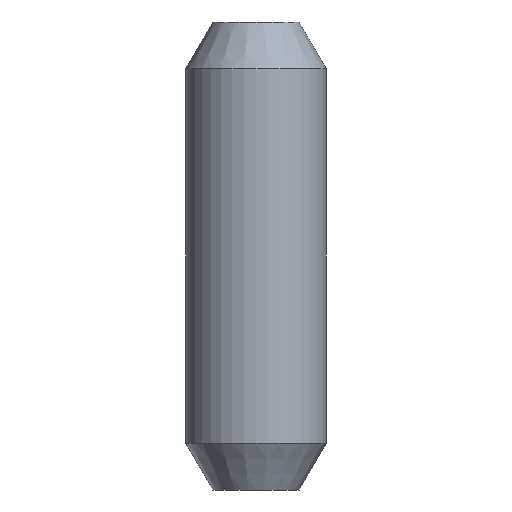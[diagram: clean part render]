
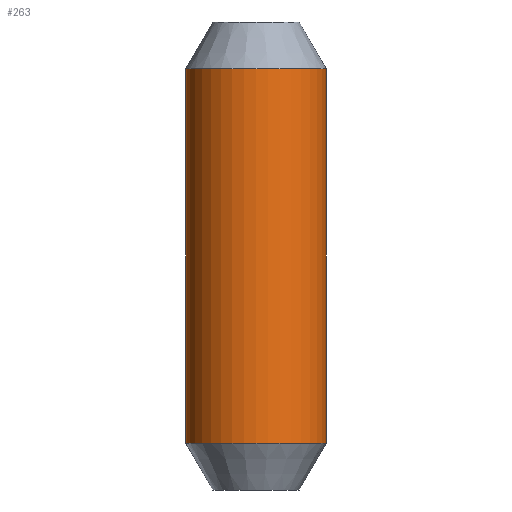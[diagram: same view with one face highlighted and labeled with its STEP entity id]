
A CAD part, front view. The second image highlights one B-rep face of the part: STEP entity #263.
In plain terms, the highlighted cylindrical face has radius 3 mm (diameter 6 mm), a partial arc.
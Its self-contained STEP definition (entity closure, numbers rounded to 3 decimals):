
#8 = EDGE_CURVE ( 'NONE', #85, #197, #352, .T. ) ;
#9 = CIRCLE ( 'NONE', #326, 3. ) ;
#13 = CARTESIAN_POINT ( 'NONE',  ( -3., 0., 2. ) ) ;
#23 = DIRECTION ( 'NONE',  ( 1., 0., 0. ) ) ;
#25 = CARTESIAN_POINT ( 'NONE',  ( 0., 0., 2. ) ) ;
#33 = VERTEX_POINT ( 'NONE', #128 ) ;
#35 = ORIENTED_EDGE ( 'NONE', *, *, #338, .T. ) ;
#39 = DIRECTION ( 'NONE',  ( 1., 0., 0. ) ) ;
#47 = CARTESIAN_POINT ( 'NONE',  ( 3., 0., 50. ) ) ;
#72 = DIRECTION ( 'NONE',  ( 0., 0., 1. ) ) ;
#85 = VERTEX_POINT ( 'NONE', #13 ) ;
#108 = EDGE_CURVE ( 'NONE', #197, #33, #214, .T. ) ;
#114 = ORIENTED_EDGE ( 'NONE', *, *, #237, .T. ) ;
#121 = CARTESIAN_POINT ( 'NONE',  ( 0., 0., 18. ) ) ;
#124 = ORIENTED_EDGE ( 'NONE', *, *, #108, .F. ) ;
#128 = CARTESIAN_POINT ( 'NONE',  ( 3., 0., 18. ) ) ;
#130 = VECTOR ( 'NONE', #72, 1000. ) ;
#152 = CARTESIAN_POINT ( 'NONE',  ( -3., 0., 50. ) ) ;
#159 = CARTESIAN_POINT ( 'NONE',  ( -3., 0., 18. ) ) ;
#162 = CARTESIAN_POINT ( 'NONE',  ( 0., 0., 50. ) ) ;
#168 = AXIS2_PLACEMENT_3D ( 'NONE', #121, #205, #279 ) ;
#177 = ORIENTED_EDGE ( 'NONE', *, *, #8, .F. ) ;
#195 = FACE_OUTER_BOUND ( 'NONE', #320, .T. ) ;
#197 = VERTEX_POINT ( 'NONE', #159 ) ;
#205 = DIRECTION ( 'NONE',  ( 0., 0., 1. ) ) ;
#214 = CIRCLE ( 'NONE', #168, 3. ) ;
#237 = EDGE_CURVE ( 'NONE', #85, #265, #9, .T. ) ;
#263 = ADVANCED_FACE ( 'NONE', ( #195 ), #302, .T. ) ;
#265 = VERTEX_POINT ( 'NONE', #324 ) ;
#267 = DIRECTION ( 'NONE',  ( 0., 0., 1. ) ) ;
#279 = DIRECTION ( 'NONE',  ( 1., 0., 0. ) ) ;
#302 = CYLINDRICAL_SURFACE ( 'NONE', #333, 3. ) ;
#311 = DIRECTION ( 'NONE',  ( 0., 0., 1. ) ) ;
#317 = VECTOR ( 'NONE', #319, 1000. ) ;
#319 = DIRECTION ( 'NONE',  ( 0., 0., 1. ) ) ;
#320 = EDGE_LOOP ( 'NONE', ( #177, #114, #35, #124 ) ) ;
#324 = CARTESIAN_POINT ( 'NONE',  ( 3., 0., 2. ) ) ;
#326 = AXIS2_PLACEMENT_3D ( 'NONE', #25, #267, #23 ) ;
#333 = AXIS2_PLACEMENT_3D ( 'NONE', #162, #311, #39 ) ;
#338 = EDGE_CURVE ( 'NONE', #265, #33, #354, .T. ) ;
#352 = LINE ( 'NONE', #152, #130 ) ;
#354 = LINE ( 'NONE', #47, #317 ) ;
